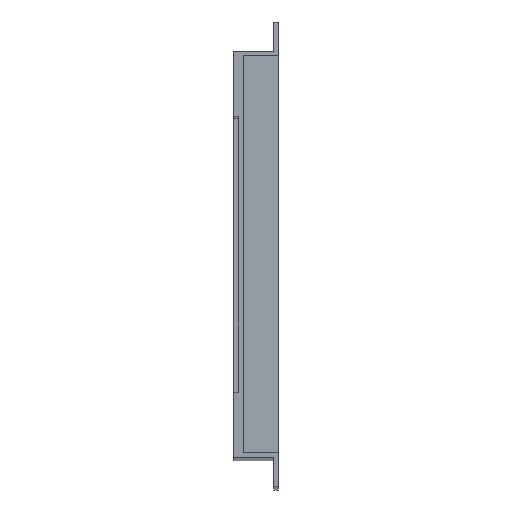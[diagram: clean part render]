
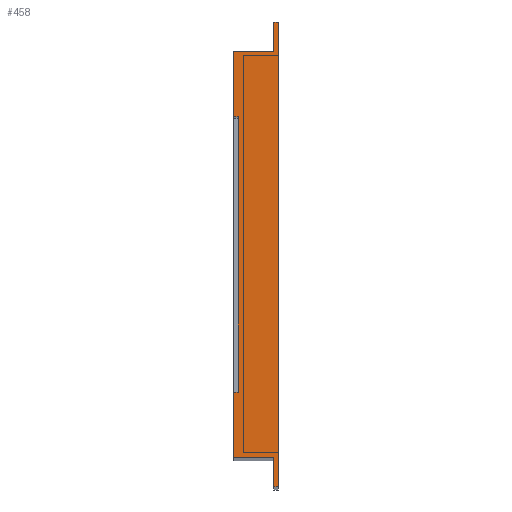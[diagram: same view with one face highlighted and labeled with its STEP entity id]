
A CAD part, top view. The second image highlights one B-rep face of the part: STEP entity #458.
In plain terms, the highlighted planar face has unit normal (0, 0, 1).
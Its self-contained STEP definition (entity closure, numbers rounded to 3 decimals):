
#458=ADVANCED_FACE('NONE',(#1013),#1014,.T.);
#1013=FACE_OUTER_BOUND('',#1662,.T.);
#1014=PLANE('',#1663);
#1662=EDGE_LOOP('',(#3069,#3070,#3071,#3072,#3073,#3074,#3075,#3076,#3077,#3078,#3079,#3080));
#1663=AXIS2_PLACEMENT_3D('',#3081,#3082,#3083);
#3069=ORIENTED_EDGE('',*,*,#4468,.T.);
#3070=ORIENTED_EDGE('',*,*,#4352,.T.);
#3071=ORIENTED_EDGE('',*,*,#4469,.T.);
#3072=ORIENTED_EDGE('',*,*,#4332,.T.);
#3073=ORIENTED_EDGE('',*,*,#4470,.T.);
#3074=ORIENTED_EDGE('',*,*,#4047,.T.);
#3075=ORIENTED_EDGE('',*,*,#4471,.T.);
#3076=ORIENTED_EDGE('',*,*,#4472,.T.);
#3077=ORIENTED_EDGE('',*,*,#3937,.T.);
#3078=ORIENTED_EDGE('',*,*,#4044,.T.);
#3079=ORIENTED_EDGE('',*,*,#4432,.T.);
#3080=ORIENTED_EDGE('',*,*,#3948,.T.);
#3081=CARTESIAN_POINT('',(-0.088,0.635,33.25));
#3082=DIRECTION('',(0.0,0.0,1.0));
#3083=DIRECTION('',(1.0,0.0,0.0));
#3937=EDGE_CURVE('NONE',#4770,#4768,#4771,.T.);
#3948=EDGE_CURVE('NONE',#4789,#4787,#4790,.T.);
#4044=EDGE_CURVE('NONE',#4768,#4955,#4957,.T.);
#4047=EDGE_CURVE('NONE',#4942,#4960,#4962,.T.);
#4332=EDGE_CURVE('NONE',#5427,#5425,#5428,.T.);
#4352=EDGE_CURVE('NONE',#5453,#5454,#5455,.T.);
#4432=EDGE_CURVE('NONE',#4955,#4789,#5558,.T.);
#4468=EDGE_CURVE('NONE',#4787,#5453,#5604,.T.);
#4469=EDGE_CURVE('NONE',#5454,#5427,#5605,.T.);
#4470=EDGE_CURVE('NONE',#5425,#4942,#5606,.T.);
#4471=EDGE_CURVE('NONE',#4960,#5607,#5608,.T.);
#4472=EDGE_CURVE('NONE',#5607,#4770,#5609,.T.);
#4768=VERTEX_POINT('NONE',#5977);
#4770=VERTEX_POINT('NONE',#5980);
#4771=LINE('',#5981,#5982);
#4787=VERTEX_POINT('NONE',#6003);
#4789=VERTEX_POINT('NONE',#6006);
#4790=LINE('',#6007,#6008);
#4942=VERTEX_POINT('NONE',#6209);
#4955=VERTEX_POINT('NONE',#6228);
#4957=LINE('',#6231,#6232);
#4960=VERTEX_POINT('NONE',#6236);
#4962=LINE('',#6239,#6240);
#5425=VERTEX_POINT('NONE',#6824);
#5427=VERTEX_POINT('NONE',#6827);
#5428=LINE('',#6828,#6829);
#5453=VERTEX_POINT('NONE',#6864);
#5454=VERTEX_POINT('NONE',#6865);
#5455=LINE('',#6866,#6867);
#5558=LINE('',#7011,#7012);
#5604=LINE('',#7072,#7073);
#5605=LINE('',#7074,#7075);
#5606=LINE('',#7076,#7077);
#5607=VERTEX_POINT('NONE',#7078);
#5608=LINE('',#7079,#7080);
#5609=LINE('',#7081,#7082);
#5977=CARTESIAN_POINT('',(-0.838,-6.29,33.25));
#5980=CARTESIAN_POINT('',(-0.75,-6.29,33.25));
#5981=CARTESIAN_POINT('',(-0.75,-6.29,33.25));
#5982=VECTOR('',#7424,39.37);
#6003=CARTESIAN_POINT('',(-0.088,-8.065,33.25));
#6006=CARTESIAN_POINT('',(-0.088,-7.518,33.25));
#6007=CARTESIAN_POINT('',(-0.088,-8.065,33.25));
#6008=VECTOR('',#7437,39.37);
#6209=CARTESIAN_POINT('',(-0.838,0.088,33.25));
#6228=CARTESIAN_POINT('',(-0.838,-7.518,33.25));
#6231=CARTESIAN_POINT('',(-0.838,-7.518,33.25));
#6232=VECTOR('',#7554,39.37);
#6236=CARTESIAN_POINT('',(-0.838,-1.14,33.25));
#6239=CARTESIAN_POINT('',(-0.838,0.088,33.25));
#6240=VECTOR('',#7557,39.37);
#6824=CARTESIAN_POINT('',(-0.088,0.088,33.25));
#6827=CARTESIAN_POINT('',(-0.088,0.635,33.25));
#6828=CARTESIAN_POINT('',(-0.088,0.635,33.25));
#6829=VECTOR('',#8043,39.37);
#6864=CARTESIAN_POINT('',(0.0,-8.065,33.25));
#6865=CARTESIAN_POINT('',(0.0,0.635,33.25));
#6866=CARTESIAN_POINT('',(0.0,0.635,33.25));
#6867=VECTOR('',#8060,39.37);
#7011=CARTESIAN_POINT('',(-0.088,-7.518,33.25));
#7012=VECTOR('',#8141,39.37);
#7072=CARTESIAN_POINT('',(0.0,-8.065,33.25));
#7073=VECTOR('',#8180,39.37);
#7074=CARTESIAN_POINT('',(0.0,0.635,33.25));
#7075=VECTOR('',#8181,39.37);
#7076=CARTESIAN_POINT('',(-0.088,0.088,33.25));
#7077=VECTOR('',#8182,39.37);
#7078=CARTESIAN_POINT('',(-0.75,-1.14,33.25));
#7079=CARTESIAN_POINT('',(-0.75,-1.14,33.25));
#7080=VECTOR('',#8183,39.37);
#7081=CARTESIAN_POINT('',(-0.75,1.291,33.25));
#7082=VECTOR('',#8184,39.37);
#7424=DIRECTION('',(-1.0,0.0,0.0));
#7437=DIRECTION('',(0.,-1.0,0.0));
#7554=DIRECTION('',(0.,-1.0,0.0));
#7557=DIRECTION('',(0.0,-1.0,0.0));
#8043=DIRECTION('',(0.0,-1.0,0.0));
#8060=DIRECTION('',(0.0,1.0,0.0));
#8141=DIRECTION('',(1.0,0.,0.0));
#8180=DIRECTION('',(1.0,0.0,0.0));
#8181=DIRECTION('',(-1.0,0.0,0.0));
#8182=DIRECTION('',(-1.0,0.0,0.0));
#8183=DIRECTION('',(1.0,0.0,0.0));
#8184=DIRECTION('',(-0.0,-1.0,-0.0));
